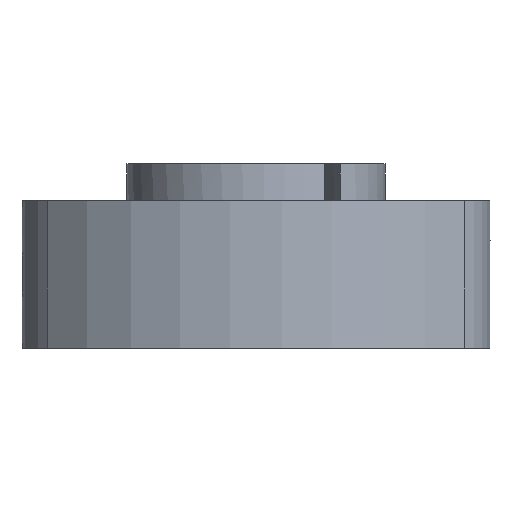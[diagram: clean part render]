
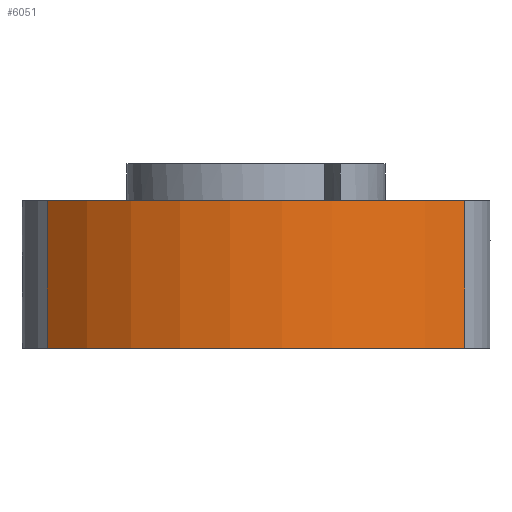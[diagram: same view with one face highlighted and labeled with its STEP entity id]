
A CAD part, front view. The second image highlights one B-rep face of the part: STEP entity #6051.
In plain terms, the highlighted cylindrical face has radius 16 mm (diameter 32 mm), a partial arc.
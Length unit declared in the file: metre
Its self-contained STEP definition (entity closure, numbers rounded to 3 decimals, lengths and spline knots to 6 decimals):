
#883=CYLINDRICAL_SURFACE('',#6310,0.016);
#1054=LINE('',#22433,#1184);
#1055=LINE('',#22439,#1185);
#1184=VECTOR('',#6908,1.);
#1185=VECTOR('',#6915,1.);
#2268=ORIENTED_EDGE('',*,*,#4329,.T.);
#2269=ORIENTED_EDGE('',*,*,#4328,.T.);
#2270=ORIENTED_EDGE('',*,*,#4330,.T.);
#2271=ORIENTED_EDGE('',*,*,#4331,.F.);
#4328=EDGE_CURVE('',#5338,#5339,#1054,.T.);
#4329=EDGE_CURVE('',#5340,#5338,#5461,.T.);
#4330=EDGE_CURVE('',#5339,#5341,#5462,.T.);
#4331=EDGE_CURVE('',#5340,#5341,#1055,.T.);
#5338=VERTEX_POINT('',#22430);
#5339=VERTEX_POINT('',#22432);
#5340=VERTEX_POINT('',#22436);
#5341=VERTEX_POINT('',#22438);
#5461=CIRCLE('',#6311,0.016);
#5462=CIRCLE('',#6312,0.016);
#5636=EDGE_LOOP('',(#2268,#2269,#2270,#2271));
#5830=FACE_BOUND('',#5636,.T.);
#6051=ADVANCED_FACE('',(#5830),#883,.T.);
#6310=AXIS2_PLACEMENT_3D('',#22434,#6909,#6910);
#6311=AXIS2_PLACEMENT_3D('',#22435,#6911,#6912);
#6312=AXIS2_PLACEMENT_3D('',#22437,#6913,#6914);
#6908=DIRECTION('',(0.,0.,-1.));
#6909=DIRECTION('',(0.,0.,-1.));
#6910=DIRECTION('',(-1.,0.,0.));
#6911=DIRECTION('',(0.,0.,-1.));
#6912=DIRECTION('',(-1.,0.,0.));
#6913=DIRECTION('',(0.,0.,1.));
#6914=DIRECTION('',(-1.,0.,0.));
#6915=DIRECTION('',(0.,0.,-1.));
#22430=CARTESIAN_POINT('',(-0.015239,0.006361,-0.006385));
#22432=CARTESIAN_POINT('',(-0.015239,0.006361,-0.014385));
#22433=CARTESIAN_POINT('',(-0.015239,0.006361,-0.006385));
#22434=CARTESIAN_POINT('',(-0.003925,0.017675,-0.006385));
#22435=CARTESIAN_POINT('',(-0.003925,0.017675,-0.006385));
#22436=CARTESIAN_POINT('',(0.007388,0.006361,-0.006385));
#22437=CARTESIAN_POINT('',(-0.003925,0.017675,-0.014385));
#22438=CARTESIAN_POINT('',(0.007388,0.006361,-0.014385));
#22439=CARTESIAN_POINT('',(0.007388,0.006361,-0.014385));
